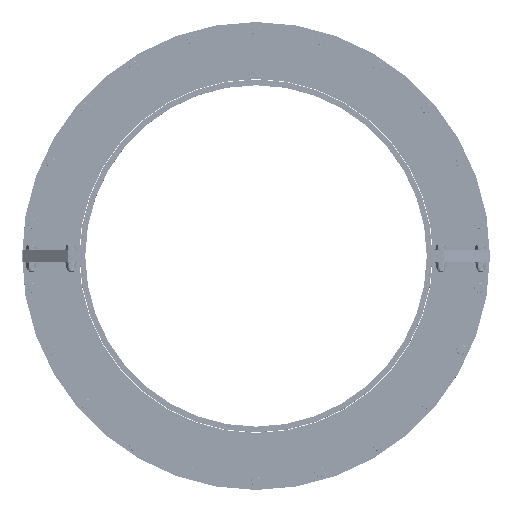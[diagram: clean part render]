
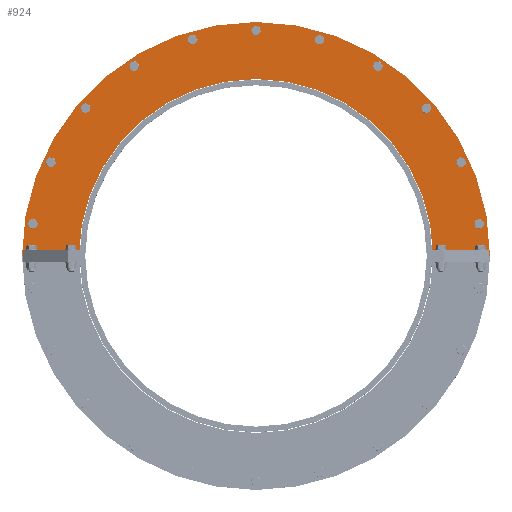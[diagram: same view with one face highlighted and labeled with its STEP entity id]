
A CAD part, top view. The second image highlights one B-rep face of the part: STEP entity #924.
In plain terms, the highlighted planar face has unit normal (0, 0, 1).
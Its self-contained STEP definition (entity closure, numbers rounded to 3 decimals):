
#404=CARTESIAN_POINT('',(412.5,0.2,10.0));
#405=VERTEX_POINT('',#404);
#414=CARTESIAN_POINT('',(312.,0.2,10.0));
#415=VERTEX_POINT('',#414);
#416=CARTESIAN_POINT('',(312.,0.2,10.0));
#417=DIRECTION('',(1.0,0.0,0.0));
#418=VECTOR('',#417,100.5);
#419=LINE('',#416,#418);
#420=EDGE_CURVE('',#415,#405,#419,.T.);
#446=CARTESIAN_POINT('',(-412.5,0.2,10.0));
#447=VERTEX_POINT('',#446);
#462=CARTESIAN_POINT('',(-312.,0.2,10.0));
#463=VERTEX_POINT('',#462);
#470=CARTESIAN_POINT('',(-412.5,0.2,10.0));
#471=DIRECTION('',(1.0,0.0,0.0));
#472=VECTOR('',#471,100.5);
#473=LINE('',#470,#472);
#474=EDGE_CURVE('',#447,#463,#473,.T.);
#632=CARTESIAN_POINT('',(0.0,0.0,10.0));
#633=DIRECTION('',(0.0,0.0,-1.0));
#634=DIRECTION('',(-1.0,0.0,0.0));
#635=AXIS2_PLACEMENT_3D('',#632,#633,#634);
#636=CIRCLE('',#635,312.0);
#637=EDGE_CURVE('',#463,#415,#636,.T.);
#650=CARTESIAN_POINT('',(5.997,395.739,10.0));
#651=VERTEX_POINT('',#650);
#652=CARTESIAN_POINT('',(0.,397.5,10.0));
#653=DIRECTION('',(0.0,0.0,-1.0));
#654=DIRECTION('',(0.959,-0.282,0.0));
#655=AXIS2_PLACEMENT_3D('',#652,#653,#654);
#656=CIRCLE('',#655,6.25);
#657=EDGE_CURVE('',#651,#651,#656,.T.);
#670=CARTESIAN_POINT('',(117.247,378.019,10.0));
#671=VERTEX_POINT('',#670);
#672=CARTESIAN_POINT('',(111.989,381.398,10.0));
#673=DIRECTION('',(0.0,0.0,-1.0));
#674=DIRECTION('',(0.841,-0.541,0.0));
#675=AXIS2_PLACEMENT_3D('',#672,#673,#674);
#676=CIRCLE('',#675,6.25);
#677=EDGE_CURVE('',#671,#671,#676,.T.);
#690=CARTESIAN_POINT('',(218.998,329.675,10.0));
#691=VERTEX_POINT('',#690);
#692=CARTESIAN_POINT('',(214.905,334.398,10.0));
#693=DIRECTION('',(0.0,0.0,-1.0));
#694=DIRECTION('',(0.655,-0.756,0.0));
#695=AXIS2_PLACEMENT_3D('',#692,#693,#694);
#696=CIRCLE('',#695,6.25);
#697=EDGE_CURVE('',#691,#691,#696,.T.);
#710=CARTESIAN_POINT('',(303.007,254.622,10.0));
#711=VERTEX_POINT('',#710);
#712=CARTESIAN_POINT('',(300.41,260.307,10.0));
#713=DIRECTION('',(0.0,0.0,-1.0));
#714=DIRECTION('',(0.415,-0.91,0.0));
#715=AXIS2_PLACEMENT_3D('',#712,#713,#714);
#716=CIRCLE('',#715,6.25);
#717=EDGE_CURVE('',#711,#711,#716,.T.);
#730=CARTESIAN_POINT('',(362.468,158.941,10.0));
#731=VERTEX_POINT('',#730);
#732=CARTESIAN_POINT('',(361.579,165.127,10.0));
#733=DIRECTION('',(0.0,0.0,-1.0));
#734=DIRECTION('',(0.142,-0.99,0.0));
#735=AXIS2_PLACEMENT_3D('',#732,#733,#734);
#736=CIRCLE('',#735,6.25);
#737=EDGE_CURVE('',#731,#731,#736,.T.);
#750=CARTESIAN_POINT('',(392.565,50.384,10.0));
#751=VERTEX_POINT('',#750);
#752=CARTESIAN_POINT('',(393.454,56.57,10.0));
#753=DIRECTION('',(0.0,0.0,-1.0));
#754=DIRECTION('',(-0.142,-0.99,0.0));
#755=AXIS2_PLACEMENT_3D('',#752,#753,#754);
#756=CIRCLE('',#755,6.25);
#757=EDGE_CURVE('',#751,#751,#756,.T.);
#770=CARTESIAN_POINT('',(-390.858,62.255,10.0));
#771=VERTEX_POINT('',#770);
#772=CARTESIAN_POINT('',(-393.454,56.57,10.0));
#773=DIRECTION('',(0.0,0.0,-1.0));
#774=DIRECTION('',(0.415,0.91,0.0));
#775=AXIS2_PLACEMENT_3D('',#772,#773,#774);
#776=CIRCLE('',#775,6.25);
#777=EDGE_CURVE('',#771,#771,#776,.T.);
#790=CARTESIAN_POINT('',(-357.486,169.851,10.0));
#791=VERTEX_POINT('',#790);
#792=CARTESIAN_POINT('',(-361.579,165.127,10.0));
#793=DIRECTION('',(0.0,0.0,-1.0));
#794=DIRECTION('',(0.655,0.756,0.0));
#795=AXIS2_PLACEMENT_3D('',#792,#793,#794);
#796=CIRCLE('',#795,6.25);
#797=EDGE_CURVE('',#791,#791,#796,.T.);
#810=CARTESIAN_POINT('',(-295.153,263.686,10.0));
#811=VERTEX_POINT('',#810);
#812=CARTESIAN_POINT('',(-300.41,260.307,10.0));
#813=DIRECTION('',(0.0,0.0,-1.0));
#814=DIRECTION('',(0.841,0.541,0.0));
#815=AXIS2_PLACEMENT_3D('',#812,#813,#814);
#816=CIRCLE('',#815,6.25);
#817=EDGE_CURVE('',#811,#811,#816,.T.);
#830=CARTESIAN_POINT('',(-208.908,336.159,10.0));
#831=VERTEX_POINT('',#830);
#832=CARTESIAN_POINT('',(-214.905,334.398,10.0));
#833=DIRECTION('',(0.0,0.0,-1.0));
#834=DIRECTION('',(0.959,0.282,0.0));
#835=AXIS2_PLACEMENT_3D('',#832,#833,#834);
#836=CIRCLE('',#835,6.25);
#837=EDGE_CURVE('',#831,#831,#836,.T.);
#850=CARTESIAN_POINT('',(-105.739,381.398,10.0));
#851=VERTEX_POINT('',#850);
#852=CARTESIAN_POINT('',(-111.989,381.398,10.0));
#853=DIRECTION('',(0.0,0.0,-1.0));
#854=DIRECTION('',(1.0,0.0,0.0));
#855=AXIS2_PLACEMENT_3D('',#852,#853,#854);
#856=CIRCLE('',#855,6.25);
#857=EDGE_CURVE('',#851,#851,#856,.T.);
#868=CARTESIAN_POINT('',(0.0,0.0,10.0));
#869=DIRECTION('',(0.0,0.0,-1.0));
#870=DIRECTION('',(-1.0,0.0,0.0));
#871=AXIS2_PLACEMENT_3D('',#868,#869,#870);
#872=CIRCLE('',#871,412.5);
#873=EDGE_CURVE('',#447,#405,#872,.T.);
#880=CARTESIAN_POINT('',(0.0,0.0,10.0));
#881=DIRECTION('',(0.0,0.0,-1.0));
#882=DIRECTION('',(-1.0,0.0,0.0));
#883=AXIS2_PLACEMENT_3D('',#880,#881,#882);
#884=PLANE('',#883);
#885=ORIENTED_EDGE('',*,*,#474,.T.);
#886=ORIENTED_EDGE('',*,*,#637,.T.);
#887=ORIENTED_EDGE('',*,*,#420,.T.);
#888=ORIENTED_EDGE('',*,*,#873,.F.);
#889=EDGE_LOOP('',(#885,#886,#887,#888));
#890=FACE_OUTER_BOUND('',#889,.T.);
#891=ORIENTED_EDGE('',*,*,#657,.T.);
#892=EDGE_LOOP('',(#891));
#893=FACE_BOUND('',#892,.T.);
#894=ORIENTED_EDGE('',*,*,#677,.T.);
#895=EDGE_LOOP('',(#894));
#896=FACE_BOUND('',#895,.T.);
#897=ORIENTED_EDGE('',*,*,#697,.T.);
#898=EDGE_LOOP('',(#897));
#899=FACE_BOUND('',#898,.T.);
#900=ORIENTED_EDGE('',*,*,#717,.T.);
#901=EDGE_LOOP('',(#900));
#902=FACE_BOUND('',#901,.T.);
#903=ORIENTED_EDGE('',*,*,#737,.T.);
#904=EDGE_LOOP('',(#903));
#905=FACE_BOUND('',#904,.T.);
#906=ORIENTED_EDGE('',*,*,#757,.T.);
#907=EDGE_LOOP('',(#906));
#908=FACE_BOUND('',#907,.T.);
#909=ORIENTED_EDGE('',*,*,#777,.T.);
#910=EDGE_LOOP('',(#909));
#911=FACE_BOUND('',#910,.T.);
#912=ORIENTED_EDGE('',*,*,#797,.T.);
#913=EDGE_LOOP('',(#912));
#914=FACE_BOUND('',#913,.T.);
#915=ORIENTED_EDGE('',*,*,#817,.T.);
#916=EDGE_LOOP('',(#915));
#917=FACE_BOUND('',#916,.T.);
#918=ORIENTED_EDGE('',*,*,#837,.T.);
#919=EDGE_LOOP('',(#918));
#920=FACE_BOUND('',#919,.T.);
#921=ORIENTED_EDGE('',*,*,#857,.T.);
#922=EDGE_LOOP('',(#921));
#923=FACE_BOUND('',#922,.T.);
#924=ADVANCED_FACE('',(#890,#893,#896,#899,#902,#905,#908,#911,#914,#917,#920,#923),#884,.F.);
